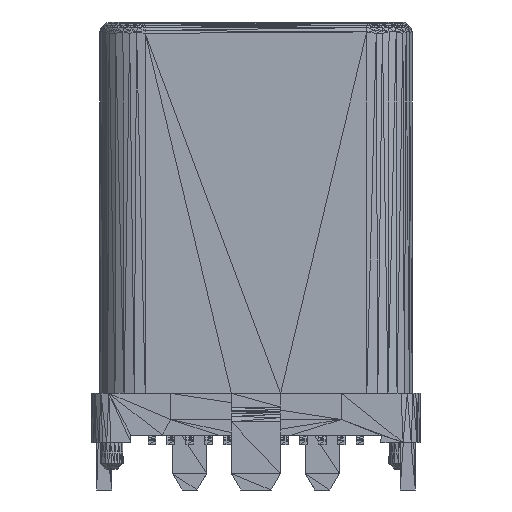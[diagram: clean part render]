
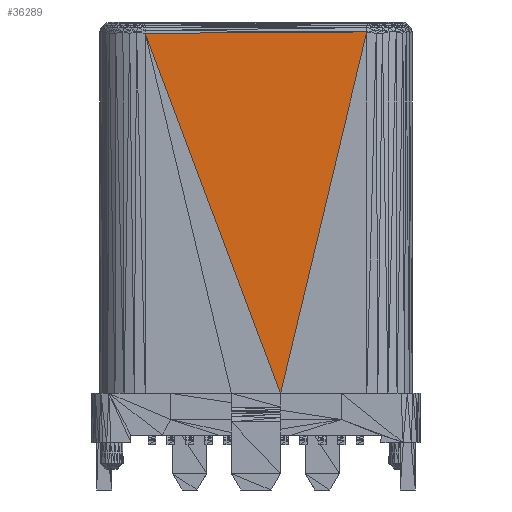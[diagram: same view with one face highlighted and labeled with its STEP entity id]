
A CAD part, front view. The second image highlights one B-rep face of the part: STEP entity #36289.
In plain terms, the highlighted planar face has unit normal (0.001, -1, 0).
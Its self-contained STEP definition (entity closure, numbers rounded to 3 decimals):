
#1310=FACE_OUTER_BOUND('',#4460,.T.);
#4460=EDGE_LOOP('',(#26247,#26248,#26249));
#7777=LINE('',#55207,#12577);
#8439=LINE('',#56509,#13239);
#8440=LINE('',#56510,#13240);
#12577=VECTOR('',#44430,10.);
#13239=VECTOR('',#46026,10.);
#13240=VECTOR('',#46027,10.);
#16003=VERTEX_POINT('',#52780);
#16417=VERTEX_POINT('',#55202);
#16419=VERTEX_POINT('',#55205);
#18906=EDGE_CURVE('',#16419,#16417,#7777,.T.);
#19568=EDGE_CURVE('',#16419,#16003,#8439,.T.);
#19569=EDGE_CURVE('',#16003,#16417,#8440,.T.);
#26247=ORIENTED_EDGE('',*,*,#19568,.T.);
#26248=ORIENTED_EDGE('',*,*,#19569,.T.);
#26249=ORIENTED_EDGE('',*,*,#18906,.F.);
#33139=PLANE('',#39453);
#36289=ADVANCED_FACE('',(#1310),#33139,.T.);
#39453=AXIS2_PLACEMENT_3D('',#56508,#46024,#46025);
#44430=DIRECTION('',(1.,0.001,0.007));
#46024=DIRECTION('center_axis',(0.001,-1.,
0.));
#46025=DIRECTION('ref_axis',(0.,0.,-1.));
#46026=DIRECTION('',(0.352,0.,-0.936));
#46027=DIRECTION('',(0.232,0.001,0.973));
#52780=CARTESIAN_POINT('',(0.635,-1.211,-8.655));
#55202=CARTESIAN_POINT('',(2.911,-1.206,0.883));
#55205=CARTESIAN_POINT('',(-2.936,-1.211,0.845));
#55207=CARTESIAN_POINT('',(-2.936,-1.211,0.845));
#56508=CARTESIAN_POINT('Origin',(2.911,-1.206,0.883));
#56509=CARTESIAN_POINT('',(-2.936,-1.211,0.845));
#56510=CARTESIAN_POINT('',(0.635,-1.211,-8.655));
